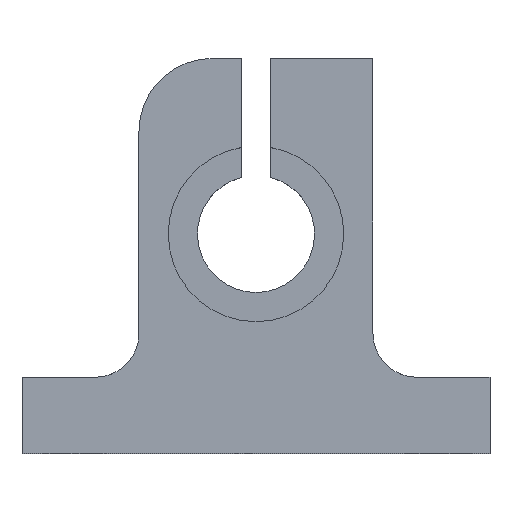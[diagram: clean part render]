
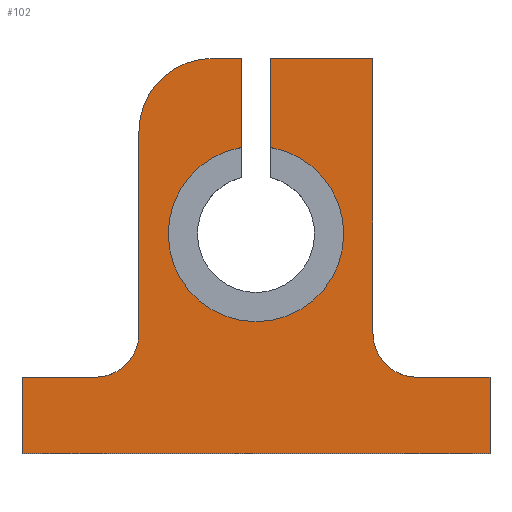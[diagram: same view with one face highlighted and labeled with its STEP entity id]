
A CAD part, top view. The second image highlights one B-rep face of the part: STEP entity #102.
In plain terms, the highlighted planar face has unit normal (0, 0, 1).
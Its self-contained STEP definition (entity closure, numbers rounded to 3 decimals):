
#102 = ADVANCED_FACE( '', ( #160 ), #161, .T. );
#160 = FACE_OUTER_BOUND( '', #218, .T. );
#161 = PLANE( '', #219 );
#218 = EDGE_LOOP( '', ( #453, #454, #455, #456, #457, #458, #459, #460, #461, #462, #463, #464, #465, #466, #467, #468 ) );
#219 = AXIS2_PLACEMENT_3D( '', #469, #470, #471 );
#453 = ORIENTED_EDGE( '', *, *, #505, .T. );
#454 = ORIENTED_EDGE( '', *, *, #485, .T. );
#455 = ORIENTED_EDGE( '', *, *, #509, .F. );
#456 = ORIENTED_EDGE( '', *, *, #545, .F. );
#457 = ORIENTED_EDGE( '', *, *, #543, .F. );
#458 = ORIENTED_EDGE( '', *, *, #541, .F. );
#459 = ORIENTED_EDGE( '', *, *, #527, .F. );
#460 = ORIENTED_EDGE( '', *, *, #540, .F. );
#461 = ORIENTED_EDGE( '', *, *, #537, .F. );
#462 = ORIENTED_EDGE( '', *, *, #555, .F. );
#463 = ORIENTED_EDGE( '', *, *, #553, .F. );
#464 = ORIENTED_EDGE( '', *, *, #534, .F. );
#465 = ORIENTED_EDGE( '', *, *, #552, .F. );
#466 = ORIENTED_EDGE( '', *, *, #550, .F. );
#467 = ORIENTED_EDGE( '', *, *, #548, .F. );
#468 = ORIENTED_EDGE( '', *, *, #546, .F. );
#469 = CARTESIAN_POINT( '', ( 0., 0., 10. ) );
#470 = DIRECTION( '', ( 0., 0., 1. ) );
#471 = DIRECTION( '', ( 1., 0., 0. ) );
#485 = EDGE_CURVE( '', #577, #581, #583, .T. );
#505 = EDGE_CURVE( '', #616, #577, #617, .T. );
#509 = EDGE_CURVE( '', #621, #581, #623, .T. );
#527 = EDGE_CURVE( '', #653, #655, #656, .T. );
#534 = EDGE_CURVE( '', #663, #665, #666, .T. );
#537 = EDGE_CURVE( '', #669, #670, #671, .T. );
#540 = EDGE_CURVE( '', #670, #653, #674, .T. );
#541 = EDGE_CURVE( '', #655, #675, #676, .T. );
#543 = EDGE_CURVE( '', #675, #678, #679, .T. );
#545 = EDGE_CURVE( '', #678, #621, #681, .T. );
#546 = EDGE_CURVE( '', #616, #682, #683, .T. );
#548 = EDGE_CURVE( '', #682, #685, #686, .T. );
#550 = EDGE_CURVE( '', #685, #688, #689, .T. );
#552 = EDGE_CURVE( '', #688, #663, #691, .T. );
#553 = EDGE_CURVE( '', #665, #692, #693, .T. );
#555 = EDGE_CURVE( '', #692, #669, #695, .T. );
#577 = VERTEX_POINT( '', #755 );
#581 = VERTEX_POINT( '', #760 );
#583 = CIRCLE( '', #763, 6. );
#616 = VERTEX_POINT( '', #806 );
#617 = CIRCLE( '', #807, 6. );
#621 = VERTEX_POINT( '', #813 );
#623 = LINE( '', #816, #817 );
#653 = VERTEX_POINT( '', #874 );
#655 = VERTEX_POINT( '', #877 );
#656 = CIRCLE( '', #878, 3. );
#663 = VERTEX_POINT( '', #904 );
#665 = VERTEX_POINT( '', #907 );
#666 = LINE( '', #908, #909 );
#669 = VERTEX_POINT( '', #914 );
#670 = VERTEX_POINT( '', #915 );
#671 = LINE( '', #916, #917 );
#674 = LINE( '', #922, #923 );
#675 = VERTEX_POINT( '', #924 );
#676 = LINE( '', #925, #926 );
#678 = VERTEX_POINT( '', #929 );
#679 = CIRCLE( '', #930, 5. );
#681 = LINE( '', #933, #934 );
#682 = VERTEX_POINT( '', #935 );
#683 = LINE( '', #936, #937 );
#685 = VERTEX_POINT( '', #940 );
#686 = LINE( '', #941, #942 );
#688 = VERTEX_POINT( '', #945 );
#689 = LINE( '', #946, #947 );
#691 = CIRCLE( '', #950, 3. );
#692 = VERTEX_POINT( '', #951 );
#693 = LINE( '', #952, #953 );
#695 = LINE( '', #956, #957 );
#755 = CARTESIAN_POINT( '', ( 0., 9., 10. ) );
#760 = CARTESIAN_POINT( '', ( -1., 20.916, 10. ) );
#763 = AXIS2_PLACEMENT_3D( '', #979, #980, #981 );
#806 = CARTESIAN_POINT( '', ( 1., 20.916, 10. ) );
#807 = AXIS2_PLACEMENT_3D( '', #1019, #1020, #1021 );
#813 = CARTESIAN_POINT( '', ( -1., 27., 10. ) );
#816 = CARTESIAN_POINT( '', ( -1., 15., 10. ) );
#817 = VECTOR( '', #1025, 1. );
#874 = CARTESIAN_POINT( '', ( -11., 5.2, 10. ) );
#877 = CARTESIAN_POINT( '', ( -8., 8.2, 10. ) );
#878 = AXIS2_PLACEMENT_3D( '', #1052, #1053, #1054 );
#904 = CARTESIAN_POINT( '', ( 11., 5.2, 10. ) );
#907 = CARTESIAN_POINT( '', ( 16., 5.2, 10. ) );
#908 = CARTESIAN_POINT( '', ( 16., 5.2, 10. ) );
#909 = VECTOR( '', #1064, 1. );
#914 = CARTESIAN_POINT( '', ( -16., 0., 10. ) );
#915 = CARTESIAN_POINT( '', ( -16., 5.2, 10. ) );
#916 = CARTESIAN_POINT( '', ( -16., 5.2, 10. ) );
#917 = VECTOR( '', #1067, 1. );
#922 = CARTESIAN_POINT( '', ( -11., 5.2, 10. ) );
#923 = VECTOR( '', #1070, 1. );
#924 = CARTESIAN_POINT( '', ( -8., 22., 10. ) );
#925 = CARTESIAN_POINT( '', ( -8., 22., 10. ) );
#926 = VECTOR( '', #1071, 1. );
#929 = CARTESIAN_POINT( '', ( -3., 27., 10. ) );
#930 = AXIS2_PLACEMENT_3D( '', #1073, #1074, #1075 );
#933 = CARTESIAN_POINT( '', ( -1., 27., 10. ) );
#934 = VECTOR( '', #1077, 1. );
#935 = CARTESIAN_POINT( '', ( 1., 27., 10. ) );
#936 = CARTESIAN_POINT( '', ( 1., 27., 10. ) );
#937 = VECTOR( '', #1078, 1. );
#940 = CARTESIAN_POINT( '', ( 8., 27., 10. ) );
#941 = CARTESIAN_POINT( '', ( 8., 27., 10. ) );
#942 = VECTOR( '', #1080, 1. );
#945 = CARTESIAN_POINT( '', ( 8., 8.2, 10. ) );
#946 = CARTESIAN_POINT( '', ( 8., 8.2, 10. ) );
#947 = VECTOR( '', #1082, 1. );
#950 = AXIS2_PLACEMENT_3D( '', #1084, #1085, #1086 );
#951 = CARTESIAN_POINT( '', ( 16., 0., 10. ) );
#952 = CARTESIAN_POINT( '', ( 16., 0., 10. ) );
#953 = VECTOR( '', #1087, 1. );
#956 = CARTESIAN_POINT( '', ( -16., 0., 10. ) );
#957 = VECTOR( '', #1089, 1. );
#979 = CARTESIAN_POINT( '', ( 0., 15., 10. ) );
#980 = DIRECTION( '', ( 0., 0., -1. ) );
#981 = DIRECTION( '', ( 0., 1., 0. ) );
#1019 = CARTESIAN_POINT( '', ( 0., 15., 10. ) );
#1020 = DIRECTION( '', ( 0., 0., -1. ) );
#1021 = DIRECTION( '', ( 0., 1., 0. ) );
#1025 = DIRECTION( '', ( 0., -1., 0. ) );
#1052 = CARTESIAN_POINT( '', ( -11., 8.2, 10. ) );
#1053 = DIRECTION( '', ( 0., 0., 1. ) );
#1054 = DIRECTION( '', ( 1., 0., 0. ) );
#1064 = DIRECTION( '', ( 1., 0., 0. ) );
#1067 = DIRECTION( '', ( 0., 1., 0. ) );
#1070 = DIRECTION( '', ( 1., 0., 0. ) );
#1071 = DIRECTION( '', ( 0., 1., 0. ) );
#1073 = CARTESIAN_POINT( '', ( -3., 22., 10. ) );
#1074 = DIRECTION( '', ( 0., 0., -1. ) );
#1075 = DIRECTION( '', ( 0., 1., 0. ) );
#1077 = DIRECTION( '', ( 1., 0., 0. ) );
#1078 = DIRECTION( '', ( 0., 1., 0. ) );
#1080 = DIRECTION( '', ( 1., 0., 0. ) );
#1082 = DIRECTION( '', ( 0., -1., 0. ) );
#1084 = CARTESIAN_POINT( '', ( 11., 8.2, 10. ) );
#1085 = DIRECTION( '', ( 0., 0., 1. ) );
#1086 = DIRECTION( '', ( 0., -1., 0. ) );
#1087 = DIRECTION( '', ( 0., -1., 0. ) );
#1089 = DIRECTION( '', ( -1., 0., 0. ) );
